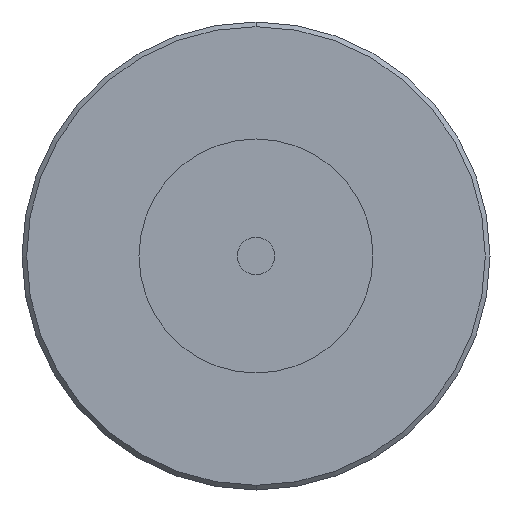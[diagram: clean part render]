
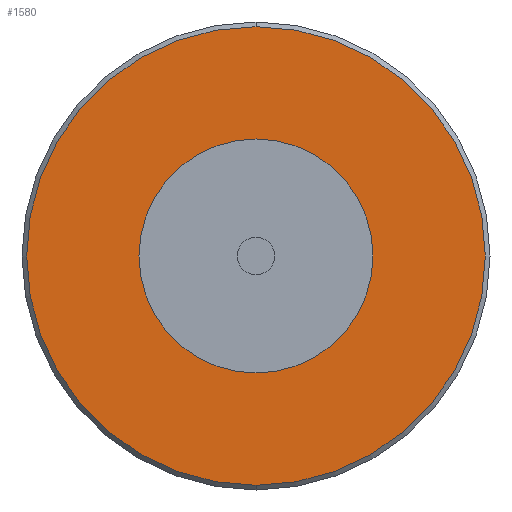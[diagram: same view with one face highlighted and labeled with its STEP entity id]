
A CAD part, front view. The second image highlights one B-rep face of the part: STEP entity #1580.
In plain terms, the highlighted planar face has unit normal (0, -1, 0).
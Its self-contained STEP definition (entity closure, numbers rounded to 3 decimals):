
#359 = EDGE_CURVE ( 'NONE', #410, #413, #811, .T. ) ;
#367 = VERTEX_POINT ( 'NONE', #891 ) ;
#369 = VERTEX_POINT ( 'NONE', #878 ) ;
#410 = VERTEX_POINT ( 'NONE', #688 ) ;
#412 = EDGE_CURVE ( 'NONE', #369, #367, #870, .T. ) ;
#413 = VERTEX_POINT ( 'NONE', #864 ) ;
#684 = AXIS2_PLACEMENT_3D ( 'NONE', #863, #862, #861 ) ;
#688 = CARTESIAN_POINT ( 'NONE',  ( 0., 0., 12.5 ) ) ;
#796 = AXIS2_PLACEMENT_3D ( 'NONE', #895, #894, #893 ) ;
#811 = CIRCLE ( 'NONE', #796, 12.5 ) ;
#861 = DIRECTION ( 'NONE',  ( 0., 0., -1. ) ) ;
#862 = DIRECTION ( 'NONE',  ( 0., -1., 0. ) ) ;
#863 = CARTESIAN_POINT ( 'NONE',  ( 0., 0., 0. ) ) ;
#864 = CARTESIAN_POINT ( 'NONE',  ( 0., 0., -12.5 ) ) ;
#870 = CIRCLE ( 'NONE', #684, 24.5 ) ;
#878 = CARTESIAN_POINT ( 'NONE',  ( 0., 0., -24.5 ) ) ;
#891 = CARTESIAN_POINT ( 'NONE',  ( 0., 0., 24.5 ) ) ;
#893 = DIRECTION ( 'NONE',  ( 0., 0., -1. ) ) ;
#894 = DIRECTION ( 'NONE',  ( 0., -1., 0. ) ) ;
#895 = CARTESIAN_POINT ( 'NONE',  ( 0., 0., 0. ) ) ;
#1159 = DIRECTION ( 'NONE',  ( 0., 0., -1. ) ) ;
#1160 = DIRECTION ( 'NONE',  ( 0., -1., 0. ) ) ;
#1161 = CARTESIAN_POINT ( 'NONE',  ( 0., 0., 0. ) ) ;
#1166 = DIRECTION ( 'NONE',  ( 0., 0., -1. ) ) ;
#1167 = DIRECTION ( 'NONE',  ( 0., -1., 0. ) ) ;
#1190 = AXIS2_PLACEMENT_3D ( 'NONE', #1264, #1167, #1166 ) ;
#1234 = FACE_BOUND ( 'NONE', #1582, .T. ) ;
#1244 = DIRECTION ( 'NONE',  ( 0., 0., -1. ) ) ;
#1245 = DIRECTION ( 'NONE',  ( 0., -1., 0. ) ) ;
#1248 = CIRCLE ( 'NONE', #1305, 24.5 ) ;
#1251 = AXIS2_PLACEMENT_3D ( 'NONE', #1161, #1160, #1159 ) ;
#1258 = FACE_OUTER_BOUND ( 'NONE', #1541, .T. ) ;
#1262 = CIRCLE ( 'NONE', #1251, 12.5 ) ;
#1263 = PLANE ( 'NONE',  #1190 ) ;
#1264 = CARTESIAN_POINT ( 'NONE',  ( 24.5, 0., 0. ) ) ;
#1293 = CARTESIAN_POINT ( 'NONE',  ( 0., 0., 0. ) ) ;
#1305 = AXIS2_PLACEMENT_3D ( 'NONE', #1293, #1245, #1244 ) ;
#1541 = EDGE_LOOP ( 'NONE', ( #1626, #1583 ) ) ;
#1561 = EDGE_CURVE ( 'NONE', #367, #369, #1248, .T. ) ;
#1580 = ADVANCED_FACE ( 'NONE', ( #1258, #1234 ), #1263, .T. ) ;
#1581 = ORIENTED_EDGE ( 'NONE', *, *, #359, .F. ) ;
#1582 = EDGE_LOOP ( 'NONE', ( #1586, #1581 ) ) ;
#1583 = ORIENTED_EDGE ( 'NONE', *, *, #412, .T. ) ;
#1584 = EDGE_CURVE ( 'NONE', #413, #410, #1262, .T. ) ;
#1586 = ORIENTED_EDGE ( 'NONE', *, *, #1584, .F. ) ;
#1626 = ORIENTED_EDGE ( 'NONE', *, *, #1561, .T. ) ;
